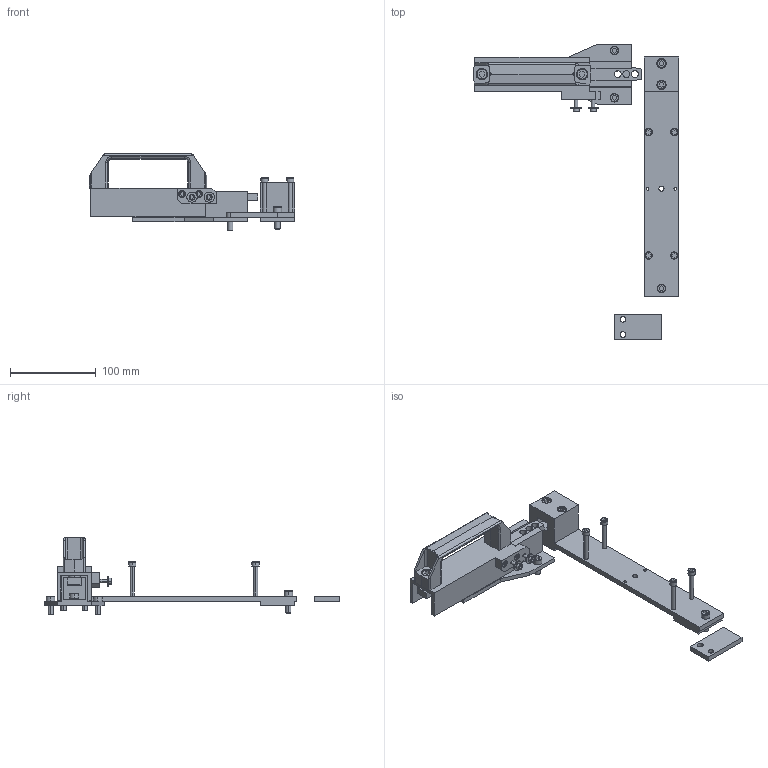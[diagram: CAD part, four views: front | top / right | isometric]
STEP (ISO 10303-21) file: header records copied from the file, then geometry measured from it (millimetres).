
FILE_DESCRIPTION((''),'2;1');
FILE_NAME('222822_ASM','2021-04-22T07:49:07',('PDMAdmin'),('BANNER ENGINEERING'),'CREO PARAMETRIC BY PTC INC, 2019292','CREO PARAMETRIC BY PTC INC, 2019292','');
FILE_SCHEMA(('CONFIG_CONTROL_DESIGN'));
Length unit declared in the file: millimetre
Products named in the file (8): 222822_001_001; 222822_001_002; 222822_001_003; 222822_001_ASM; 222822_002_001; 222822_002_002; 222822_002_ASM; 222822_ASM
Assembly tree (7 placements, depth 3):
  222822_ASM
    222822_001_ASM
      222822_001_001
      222822_001_002
      222822_001_003
    222822_002_ASM
      222822_002_001
      222822_002_002
Bounding box: 239.5 x 345 x 91 mm (x, y, z)
Volume: 327479.8 mm3; surface area: 145488.3 mm2
Topology: 5 solids, 6 shells, 572 faces, 1360 edges, 885 vertices
Faces by surface type: plane 296, cylinder 200, torus 38, cone 38
Entity records: 17044 total; most frequent: CARTESIAN_POINT 3061, DIRECTION 3032, ORIENTED_EDGE 2720, EDGE_CURVE 1360, AXIS2_PLACEMENT_3D 1104, VERTEX_POINT 885, VECTOR 824, LINE 824
